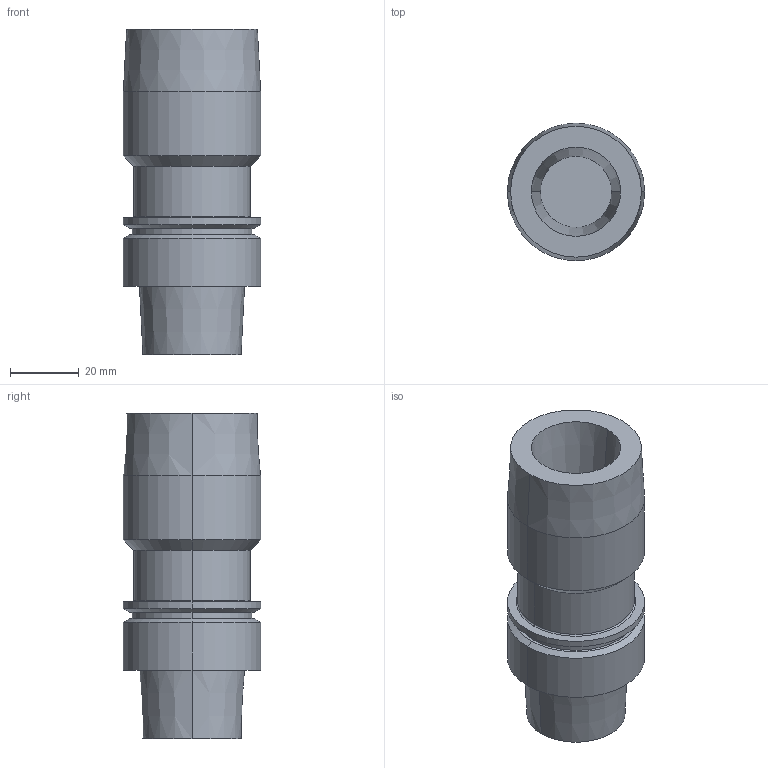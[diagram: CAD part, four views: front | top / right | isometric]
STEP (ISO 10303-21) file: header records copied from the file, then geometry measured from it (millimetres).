
FILE_DESCRIPTION (( 'STEP AP203' ), '1' );
FILE_NAME ('STP-99.780.12.075.STEP', '2019-08-09T05:18:21', ( '' ), ( '' ), 'SwSTEP 2.0', 'SolidWorks 2017', '' );
FILE_SCHEMA (( 'CONFIG_CONTROL_DESIGN' ));
Length unit declared in the file: millimetre
Products named in the file (1): STP-99.780.12.075
Bounding box: 40 x 40 x 95 mm (x, y, z)
Volume: 70196 mm3; surface area: 19382.1 mm2
Topology: 1 solids, 1 shells, 47 faces, 92 edges, 54 vertices
Faces by surface type: cylinder 18, cone 16, plane 9, torus 4
Entity records: 1285 total; most frequent: DIRECTION 246, CARTESIAN_POINT 194, ORIENTED_EDGE 184, AXIS2_PLACEMENT_3D 106, EDGE_CURVE 92, CIRCLE 58, EDGE_LOOP 54, VERTEX_POINT 54
